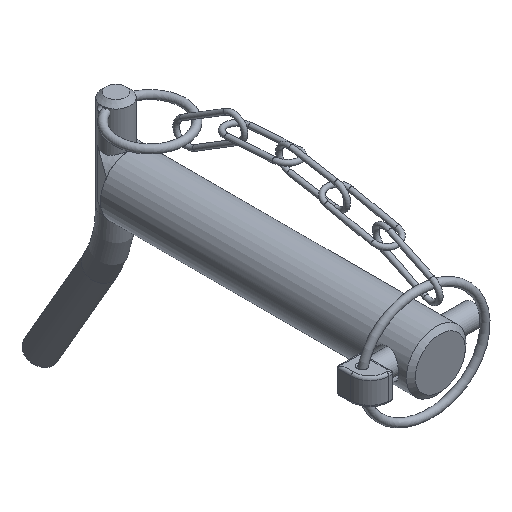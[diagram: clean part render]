
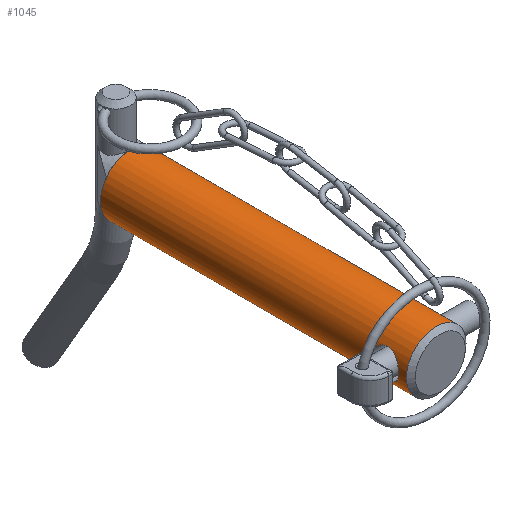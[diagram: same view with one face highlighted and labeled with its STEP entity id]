
A CAD part, isometric view. The second image highlights one B-rep face of the part: STEP entity #1045.
In plain terms, the highlighted cylindrical face has radius 12.5 mm (diameter 25 mm), a full revolution.
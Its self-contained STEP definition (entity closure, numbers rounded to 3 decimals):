
#72=FACE_BOUND('',#400,.T.);
#113=CYLINDRICAL_SURFACE('',#1283,12.5);
#133=CIRCLE('',#1280,12.5);
#134=CIRCLE('',#1281,12.5);
#136=CIRCLE('',#1284,12.5);
#194=LINE('',#7328,#254);
#195=LINE('',#7349,#255);
#254=VECTOR('',#1447,12.5);
#255=VECTOR('',#1448,12.5);
#335=FACE_OUTER_BOUND('',#399,.T.);
#399=EDGE_LOOP('',(#769,#770,#771,#772,#773,#774,#775,#776,#777));
#400=EDGE_LOOP('',(#778,#779));
#461=B_SPLINE_CURVE_WITH_KNOTS('',3,(#7330,#7331,#7332,#7333,#7334,#7335,
#7336,#7337,#7338,#7339,#7340,#7341,#7342,#7343,#7344,#7345,#7346,#7347,
#7348),.UNSPECIFIED.,.F.,.F.,(4,2,2,2,3,2,2,2,4),(2.763,2.993,
3.223,3.453,3.684,3.914,4.145,
4.374,4.604),.UNSPECIFIED.);
#462=B_SPLINE_CURVE_WITH_KNOTS('',3,(#7350,#7351,#7352,#7353,#7354,#7355,
#7356,#7357,#7358,#7359,#7360,#7361,#7362,#7363,#7364,#7365,#7366,#7367),
 .UNSPECIFIED.,.F.,.F.,(4,2,2,2,2,2,2,2,4),(0.921,1.151,
1.381,1.611,1.842,2.072,2.303,
2.533,2.763),.UNSPECIFIED.);
#463=B_SPLINE_CURVE_WITH_KNOTS('',3,(#7370,#7371,#7372,#7373,#7374,#7375,
#7376,#7377,#7378,#7379,#7380,#7381,#7382,#7383,#7384,#7385,#7386,#7387,
#7388,#7389,#7390,#7391,#7392,#7393,#7394,#7395),.UNSPECIFIED.,.F.,.F.,
(4,2,2,2,2,2,2,2,2,2,2,2,4),(0.,0.23,0.461,0.691,
0.921,1.151,1.381,1.611,1.842,
2.072,2.303,2.533,2.763),
 .UNSPECIFIED.);
#464=B_SPLINE_CURVE_WITH_KNOTS('',3,(#7396,#7397,#7398,#7399,#7400,#7401,
#7402,#7403,#7404,#7405),.UNSPECIFIED.,.F.,.F.,(4,2,2,2,4),(2.763,
2.993,3.223,3.453,3.684),
 .UNSPECIFIED.);
#501=VERTEX_POINT('',#7317);
#502=VERTEX_POINT('',#7318);
#504=VERTEX_POINT('',#7325);
#505=VERTEX_POINT('',#7327);
#506=VERTEX_POINT('',#7329);
#507=VERTEX_POINT('',#7368);
#508=VERTEX_POINT('',#7369);
#598=EDGE_CURVE('',#501,#502,#133,.T.);
#599=EDGE_CURVE('',#502,#501,#134,.T.);
#602=EDGE_CURVE('',#504,#504,#136,.T.);
#603=EDGE_CURVE('',#504,#505,#194,.T.);
#604=EDGE_CURVE('',#505,#506,#461,.T.);
#605=EDGE_CURVE('',#506,#502,#195,.T.);
#606=EDGE_CURVE('',#506,#505,#462,.T.);
#607=EDGE_CURVE('',#507,#508,#463,.T.);
#608=EDGE_CURVE('',#508,#507,#464,.T.);
#769=ORIENTED_EDGE('',*,*,#602,.F.);
#770=ORIENTED_EDGE('',*,*,#603,.T.);
#771=ORIENTED_EDGE('',*,*,#604,.T.);
#772=ORIENTED_EDGE('',*,*,#605,.T.);
#773=ORIENTED_EDGE('',*,*,#598,.F.);
#774=ORIENTED_EDGE('',*,*,#599,.F.);
#775=ORIENTED_EDGE('',*,*,#605,.F.);
#776=ORIENTED_EDGE('',*,*,#606,.T.);
#777=ORIENTED_EDGE('',*,*,#603,.F.);
#778=ORIENTED_EDGE('',*,*,#607,.T.);
#779=ORIENTED_EDGE('',*,*,#608,.T.);
#1045=ADVANCED_FACE('',(#335,#72),#113,.T.);
#1280=AXIS2_PLACEMENT_3D('',#7319,#1436,#1437);
#1281=AXIS2_PLACEMENT_3D('',#7320,#1438,#1439);
#1283=AXIS2_PLACEMENT_3D('',#7324,#1443,#1444);
#1284=AXIS2_PLACEMENT_3D('',#7326,#1445,#1446);
#1436=DIRECTION('center_axis',(0.,-1.,0.));
#1437=DIRECTION('ref_axis',(1.,0.,0.));
#1438=DIRECTION('center_axis',(0.,-1.,0.));
#1439=DIRECTION('ref_axis',(1.,0.,0.));
#1443=DIRECTION('center_axis',(0.,1.,0.));
#1444=DIRECTION('ref_axis',(-1.,0.,0.));
#1445=DIRECTION('center_axis',(0.,1.,0.));
#1446=DIRECTION('ref_axis',(-1.,0.,0.));
#1447=DIRECTION('',(0.,-1.,0.));
#1448=DIRECTION('',(0.,-1.,0.));
#7317=CARTESIAN_POINT('',(-12.5,1.678,0.));
#7318=CARTESIAN_POINT('',(12.5,1.678,0.));
#7319=CARTESIAN_POINT('Origin',(0.,1.678,0.));
#7320=CARTESIAN_POINT('Origin',(0.,1.678,0.));
#7324=CARTESIAN_POINT('Origin',(0.,0.,0.));
#7325=CARTESIAN_POINT('',(12.5,130.,0.));
#7326=CARTESIAN_POINT('Origin',(0.,130.,0.));
#7327=CARTESIAN_POINT('',(12.5,17.,0.));
#7328=CARTESIAN_POINT('',(12.5,0.,0.));
#7329=CARTESIAN_POINT('',(12.5,5.,0.));
#7330=CARTESIAN_POINT('Ctrl Pts',(12.5,17.,0.));
#7331=CARTESIAN_POINT('Ctrl Pts',(12.5,17.,-0.767));
#7332=CARTESIAN_POINT('Ctrl Pts',(12.423,16.844,-1.576));
#7333=CARTESIAN_POINT('Ctrl Pts',(12.145,16.228,-3.051));
#7334=CARTESIAN_POINT('Ctrl Pts',(11.947,15.768,-3.717));
#7335=CARTESIAN_POINT('Ctrl Pts',(11.568,14.716,-4.769));
#7336=CARTESIAN_POINT('Ctrl Pts',(11.359,14.05,-5.228));
#7337=CARTESIAN_POINT('Ctrl Pts',(11.055,12.577,-5.844));
#7338=CARTESIAN_POINT('Ctrl Pts',(10.966,11.768,-6.));
#7339=CARTESIAN_POINT('Ctrl Pts',(10.966,11.,-6.));
#7340=CARTESIAN_POINT('Ctrl Pts',(10.966,10.232,-6.));
#7341=CARTESIAN_POINT('Ctrl Pts',(11.055,9.423,-5.844));
#7342=CARTESIAN_POINT('Ctrl Pts',(11.359,7.95,-5.228));
#7343=CARTESIAN_POINT('Ctrl Pts',(11.568,7.284,-4.769));
#7344=CARTESIAN_POINT('Ctrl Pts',(11.947,6.232,-3.717));
#7345=CARTESIAN_POINT('Ctrl Pts',(12.145,5.772,-3.051));
#7346=CARTESIAN_POINT('Ctrl Pts',(12.423,5.156,-1.576));
#7347=CARTESIAN_POINT('Ctrl Pts',(12.5,5.,-0.767));
#7348=CARTESIAN_POINT('Ctrl Pts',(12.5,5.,0.));
#7349=CARTESIAN_POINT('',(12.5,0.,0.));
#7350=CARTESIAN_POINT('Ctrl Pts',(12.5,5.,0.));
#7351=CARTESIAN_POINT('Ctrl Pts',(12.5,5.,0.767));
#7352=CARTESIAN_POINT('Ctrl Pts',(12.423,5.156,1.576));
#7353=CARTESIAN_POINT('Ctrl Pts',(12.145,5.772,3.051));
#7354=CARTESIAN_POINT('Ctrl Pts',(11.947,6.232,3.717));
#7355=CARTESIAN_POINT('Ctrl Pts',(11.568,7.284,4.769));
#7356=CARTESIAN_POINT('Ctrl Pts',(11.359,7.95,5.228));
#7357=CARTESIAN_POINT('Ctrl Pts',(11.055,9.423,5.844));
#7358=CARTESIAN_POINT('Ctrl Pts',(10.966,10.232,6.));
#7359=CARTESIAN_POINT('Ctrl Pts',(10.966,11.768,6.));
#7360=CARTESIAN_POINT('Ctrl Pts',(11.055,12.577,5.844));
#7361=CARTESIAN_POINT('Ctrl Pts',(11.359,14.05,5.228));
#7362=CARTESIAN_POINT('Ctrl Pts',(11.568,14.716,4.769));
#7363=CARTESIAN_POINT('Ctrl Pts',(11.947,15.768,3.717));
#7364=CARTESIAN_POINT('Ctrl Pts',(12.145,16.228,3.051));
#7365=CARTESIAN_POINT('Ctrl Pts',(12.423,16.844,1.576));
#7366=CARTESIAN_POINT('Ctrl Pts',(12.5,17.,0.767));
#7367=CARTESIAN_POINT('Ctrl Pts',(12.5,17.,0.));
#7368=CARTESIAN_POINT('',(-10.966,11.,-6.));
#7369=CARTESIAN_POINT('',(-12.5,5.,0.));
#7370=CARTESIAN_POINT('Ctrl Pts',(-10.966,11.,-6.));
#7371=CARTESIAN_POINT('Ctrl Pts',(-10.966,11.768,-6.));
#7372=CARTESIAN_POINT('Ctrl Pts',(-11.055,12.577,-5.844));
#7373=CARTESIAN_POINT('Ctrl Pts',(-11.359,14.05,-5.228));
#7374=CARTESIAN_POINT('Ctrl Pts',(-11.568,14.716,-4.769));
#7375=CARTESIAN_POINT('Ctrl Pts',(-11.947,15.768,-3.717));
#7376=CARTESIAN_POINT('Ctrl Pts',(-12.145,16.228,-3.051));
#7377=CARTESIAN_POINT('Ctrl Pts',(-12.423,16.844,-1.576));
#7378=CARTESIAN_POINT('Ctrl Pts',(-12.5,17.,-0.767));
#7379=CARTESIAN_POINT('Ctrl Pts',(-12.5,17.,0.767));
#7380=CARTESIAN_POINT('Ctrl Pts',(-12.423,16.844,1.576));
#7381=CARTESIAN_POINT('Ctrl Pts',(-12.145,16.228,3.051));
#7382=CARTESIAN_POINT('Ctrl Pts',(-11.947,15.768,3.717));
#7383=CARTESIAN_POINT('Ctrl Pts',(-11.568,14.716,4.769));
#7384=CARTESIAN_POINT('Ctrl Pts',(-11.359,14.05,5.228));
#7385=CARTESIAN_POINT('Ctrl Pts',(-11.055,12.577,5.844));
#7386=CARTESIAN_POINT('Ctrl Pts',(-10.966,11.768,6.));
#7387=CARTESIAN_POINT('Ctrl Pts',(-10.966,10.232,6.));
#7388=CARTESIAN_POINT('Ctrl Pts',(-11.055,9.423,5.844));
#7389=CARTESIAN_POINT('Ctrl Pts',(-11.359,7.95,5.228));
#7390=CARTESIAN_POINT('Ctrl Pts',(-11.568,7.284,4.769));
#7391=CARTESIAN_POINT('Ctrl Pts',(-11.947,6.232,3.717));
#7392=CARTESIAN_POINT('Ctrl Pts',(-12.145,5.772,3.051));
#7393=CARTESIAN_POINT('Ctrl Pts',(-12.423,5.156,1.576));
#7394=CARTESIAN_POINT('Ctrl Pts',(-12.5,5.,0.767));
#7395=CARTESIAN_POINT('Ctrl Pts',(-12.5,5.,0.));
#7396=CARTESIAN_POINT('Ctrl Pts',(-12.5,5.,0.));
#7397=CARTESIAN_POINT('Ctrl Pts',(-12.5,5.,-0.767));
#7398=CARTESIAN_POINT('Ctrl Pts',(-12.423,5.156,-1.576));
#7399=CARTESIAN_POINT('Ctrl Pts',(-12.145,5.772,-3.051));
#7400=CARTESIAN_POINT('Ctrl Pts',(-11.947,6.232,-3.717));
#7401=CARTESIAN_POINT('Ctrl Pts',(-11.568,7.284,-4.769));
#7402=CARTESIAN_POINT('Ctrl Pts',(-11.359,7.95,-5.228));
#7403=CARTESIAN_POINT('Ctrl Pts',(-11.055,9.423,-5.844));
#7404=CARTESIAN_POINT('Ctrl Pts',(-10.966,10.232,-6.));
#7405=CARTESIAN_POINT('Ctrl Pts',(-10.966,11.,-6.));
